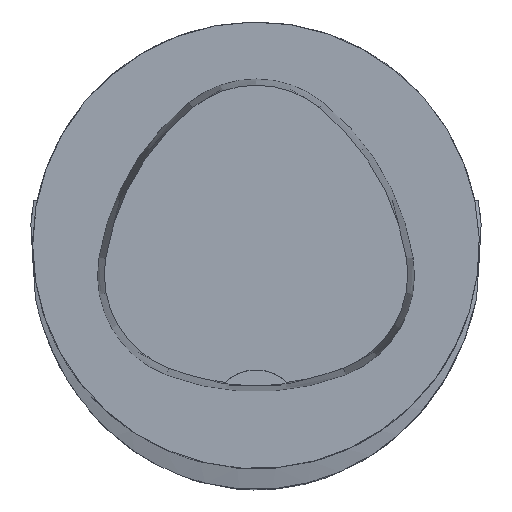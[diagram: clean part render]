
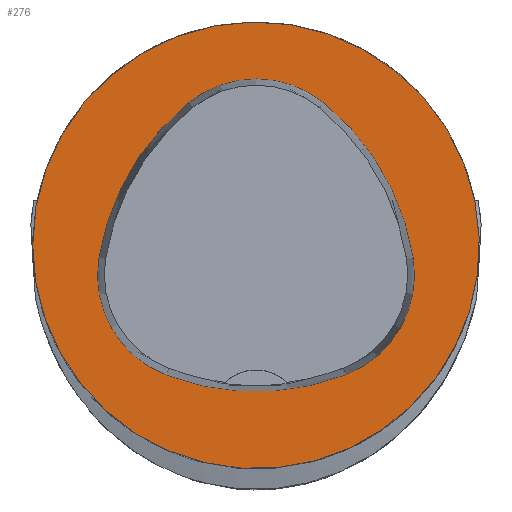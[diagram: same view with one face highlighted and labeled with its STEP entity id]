
A CAD part, top view. The second image highlights one B-rep face of the part: STEP entity #276.
In plain terms, the highlighted planar face has unit normal (0, 0, 1).
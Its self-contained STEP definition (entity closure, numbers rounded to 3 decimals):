
#106=FACE_BOUND('',#507,.T.);
#107=FACE_BOUND('',#508,.T.);
#226=CIRCLE('',#1732,25.);
#227=CIRCLE('',#1739,28.);
#229=CIRCLE('',#1742,12.);
#231=CIRCLE('',#1745,28.);
#233=CIRCLE('',#1748,12.);
#237=CIRCLE('',#1753,28.);
#239=CIRCLE('',#1756,12.);
#276=ADVANCED_FACE('',(#106,#107),#349,.T.);
#349=PLANE('',#1761);
#507=EDGE_LOOP('',(#740,#741,#742,#743,#744,#745));
#508=EDGE_LOOP('',(#746));
#740=ORIENTED_EDGE('',*,*,#1301,.T.);
#741=ORIENTED_EDGE('',*,*,#1281,.T.);
#742=ORIENTED_EDGE('',*,*,#1285,.T.);
#743=ORIENTED_EDGE('',*,*,#1288,.T.);
#744=ORIENTED_EDGE('',*,*,#1291,.T.);
#745=ORIENTED_EDGE('',*,*,#1299,.T.);
#746=ORIENTED_EDGE('',*,*,#1271,.F.);
#1101=VERTEX_POINT('',#2534);
#1110=VERTEX_POINT('',#2554);
#1111=VERTEX_POINT('',#2555);
#1114=VERTEX_POINT('',#2563);
#1116=VERTEX_POINT('',#2569);
#1118=VERTEX_POINT('',#2575);
#1125=VERTEX_POINT('',#2596);
#1271=EDGE_CURVE('',#1101,#1101,#226,.T.);
#1281=EDGE_CURVE('',#1110,#1111,#227,.T.);
#1285=EDGE_CURVE('',#1111,#1114,#229,.T.);
#1288=EDGE_CURVE('',#1114,#1116,#231,.T.);
#1291=EDGE_CURVE('',#1116,#1118,#233,.T.);
#1299=EDGE_CURVE('',#1118,#1125,#237,.T.);
#1301=EDGE_CURVE('',#1125,#1110,#239,.T.);
#1732=AXIS2_PLACEMENT_3D('',#2533,#1974,#1975);
#1739=AXIS2_PLACEMENT_3D('',#2553,#1992,#1993);
#1742=AXIS2_PLACEMENT_3D('',#2562,#2000,#2001);
#1745=AXIS2_PLACEMENT_3D('',#2568,#2007,#2008);
#1748=AXIS2_PLACEMENT_3D('',#2574,#2014,#2015);
#1753=AXIS2_PLACEMENT_3D('',#2597,#2026,#2027);
#1756=AXIS2_PLACEMENT_3D('',#2600,#2032,#2033);
#1761=AXIS2_PLACEMENT_3D('',#2605,#2042,#2043);
#1974=DIRECTION('',(0.,0.,-1.));
#1975=DIRECTION('',(-1.,0.,0.));
#1992=DIRECTION('',(0.,0.,-1.));
#1993=DIRECTION('',(-1.,0.,0.));
#2000=DIRECTION('',(0.,0.,-1.));
#2001=DIRECTION('',(-1.,0.,0.));
#2007=DIRECTION('',(0.,0.,-1.));
#2008=DIRECTION('',(-1.,0.,0.));
#2014=DIRECTION('',(0.,0.,-1.));
#2015=DIRECTION('',(-1.,0.,0.));
#2026=DIRECTION('',(0.,0.,-1.));
#2027=DIRECTION('',(-1.,0.,0.));
#2032=DIRECTION('',(0.,0.,-1.));
#2033=DIRECTION('',(-1.,0.,0.));
#2042=DIRECTION('',(0.,0.,1.));
#2043=DIRECTION('',(1.,0.,0.));
#2533=CARTESIAN_POINT('',(0.,0.,0.));
#2534=CARTESIAN_POINT('',(-25.,0.,0.));
#2553=CARTESIAN_POINT('',(10.068,-5.824,0.));
#2554=CARTESIAN_POINT('',(-17.584,-1.424,0.));
#2555=CARTESIAN_POINT('',(-7.531,15.953,0.));
#2562=CARTESIAN_POINT('',(0.011,6.62,0.));
#2563=CARTESIAN_POINT('',(7.567,15.942,0.));
#2568=CARTESIAN_POINT('',(-10.063,-5.81,0.));
#2569=CARTESIAN_POINT('',(17.59,-1.418,0.));
#2574=CARTESIAN_POINT('',(5.739,-3.3,0.));
#2575=CARTESIAN_POINT('',(10.05,-14.499,0.));
#2596=CARTESIAN_POINT('',(-10.025,-14.516,0.));
#2597=CARTESIAN_POINT('',(-0.01,11.631,0.));
#2600=CARTESIAN_POINT('',(-5.733,-3.31,0.));
#2605=CARTESIAN_POINT('',(0.,0.,0.));
